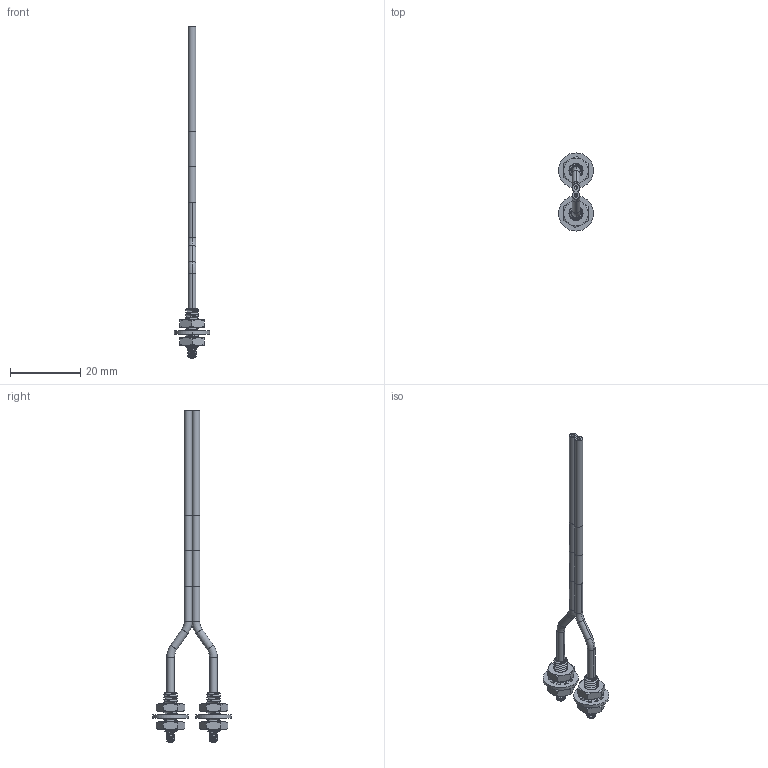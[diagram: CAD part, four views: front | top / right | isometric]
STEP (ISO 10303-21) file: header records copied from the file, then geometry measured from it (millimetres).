
FILE_DESCRIPTION((''),'2;1');
FILE_NAME('193388_ASM','2016-03-03T',('pdmadmin'),(''),'PRO/ENGINEER BY PARAMETRIC TECHNOLOGY CORPORATION, 2013230','PRO/ENGINEER BY PARAMETRIC TECHNOLOGY CORPORATION, 2013230','');
FILE_SCHEMA(('CONFIG_CONTROL_DESIGN'));
Products named in the file (15): 13462_AF0; 08394_M4_ITLW_NI_AF0; 10147_CURVED_AF0; 10147_AF0; 10147_CURVED_AF1; 13462_AF1; 08394_M4_ITLW_NI_AF1; 08397_M4_X_0_7_HEX_JAM_NUT__AF0; 08397_M4_X_0_7_HEX_JAM_NUT__AF1; 08397_M4_X_0_7_HEX_JAM_NUT__AF2; 08397_M4_X_0_7_HEX_JAM_NUT__AF3; FIBER_CORE_1MM_AF0; FIBER_CORE_1MM_AF1; 56075_ASM; 193388_ASM
Assembly tree (14 placements, depth 3):
  193388_ASM
    56075_ASM
      13462_AF0
      08394_M4_ITLW_NI_AF0
      10147_CURVED_AF0
      10147_AF0
      10147_CURVED_AF1
      13462_AF1
      08394_M4_ITLW_NI_AF1
      08397_M4_X_0_7_HEX_JAM_NUT__AF0
      08397_M4_X_0_7_HEX_JAM_NUT__AF1
      08397_M4_X_0_7_HEX_JAM_NUT__AF2
      08397_M4_X_0_7_HEX_JAM_NUT__AF3
      FIBER_CORE_1MM_AF0
      FIBER_CORE_1MM_AF1
Bounding box: 10 x 22.2 x 94.29 mm (x, y, z)
Volume: 1015.6 mm3; surface area: 3401.8 mm2
Topology: 13 solids, 13 shells, 546 faces, 1332 edges, 814 vertices
Faces by surface type: cylinder 264, cone 140, plane 94, bspline 32, torus 16
Entity records: 25828 total; most frequent: CARTESIAN_POINT 12960, ORIENTED_EDGE 2664, DIRECTION 2634, EDGE_CURVE 1332, AXIS2_PLACEMENT_3D 1058, VERTEX_POINT 814, EDGE_LOOP 572, FACE_OUTER_BOUND 546
